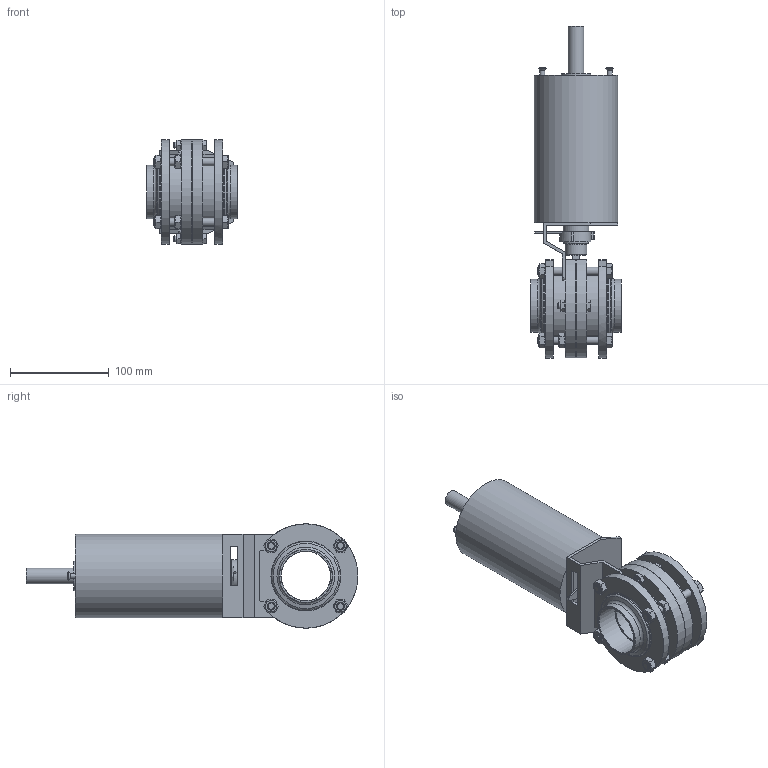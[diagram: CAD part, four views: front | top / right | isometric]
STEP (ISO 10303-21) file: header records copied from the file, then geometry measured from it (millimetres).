
FILE_DESCRIPTION( ( 'STEP AP203' ), ' ' );
FILE_NAME( '9612628702.stp', '2017-01-13T12:10:44', ( '' ), ( '' ), ' ', 'PARTsolutions', ' ' );
FILE_SCHEMA( ( 'CONFIG_CONTROL_DESIGN' ) );
Length unit declared in the file: millimetre
Products named in the file (8): 9612628702; _LKB-F Butterfly D50; _LKB-F Flange (D500851); _LKB-F Flange D50 2; _Mounting Bracket LKLA 085 D50; _LKLA-T Without coupling 085; _Coupling LKLA 085 Doc clutch D50; _Activation ring D50
Assembly tree (7 placements, depth 2):
  9612628702
    _LKB-F Butterfly D50
    _LKB-F Flange (D500851)
    _LKB-F Flange D50 2
    _Mounting Bracket LKLA 085 D50
    _LKLA-T Without coupling 085
    _Coupling LKLA 085 Doc clutch D50
    _Activation ring D50
Bounding box: 92 x 336.15 x 105.7 mm (x, y, z)
Volume: 1247930.7 mm3; surface area: 177243 mm2
Topology: 7 solids, 9 shells, 365 faces, 862 edges, 546 vertices
Faces by surface type: plane 194, cylinder 81, cone 75, torus 15
Full cylindrical faces by diameter (mm): 5 x2, 6 x4, 6.5 x4, 6.647 x4, 8 x6, 8.5 x10, 16 x1, 22 x1, 25 x2, 26 x1, 29.8 x1, 34 x1, 50 x4, 53.6 x2, 54 x2, 61 x2, 69 x2, 76 x2, 85 x1
Entity records: 10846 total; most frequent: CARTESIAN_POINT 2831, DIRECTION 1565, ORIENTED_EDGE 1456, EDGE_CURVE 728, AXIS2_PLACEMENT_3D 632, EDGE_LOOP 546, VERTEX_POINT 522, FACE_OUTER_BOUND 432
